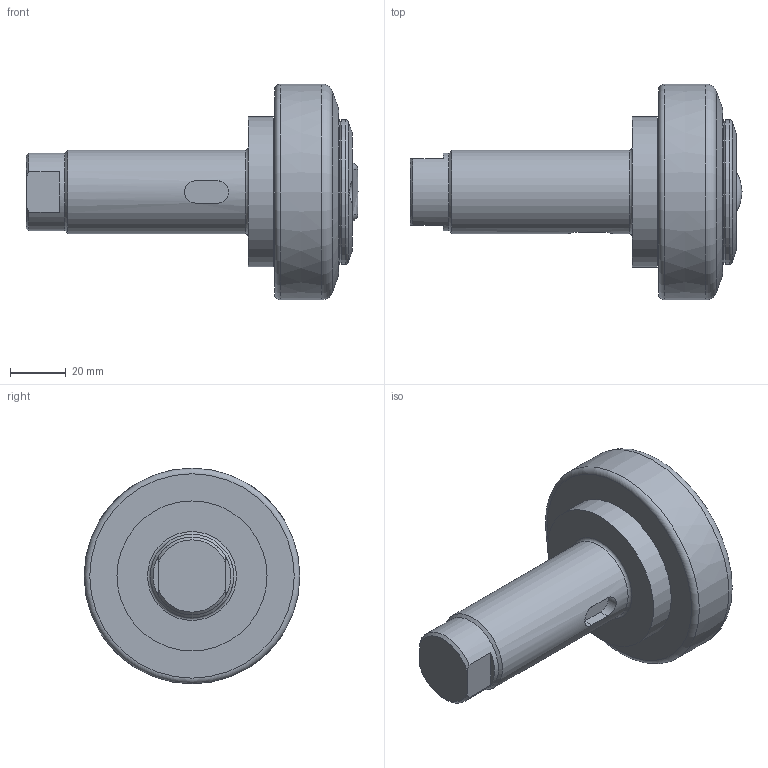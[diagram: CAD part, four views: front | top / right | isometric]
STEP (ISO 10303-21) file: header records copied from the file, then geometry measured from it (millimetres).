
FILE_DESCRIPTION(/* description */ ('-'),/* implementation_level */ '2;1');
FILE_NAME(/* name */ 'ALFATEC_TR080-1300.stp',/* time_stamp */ '2021-01-27T09:48:42+01:00',/* author */ ('kstaebler'),/* organization */ (''),/* preprocessor_version */ 'ST-DEVELOPER v18.1',/* originating_system */ 'Autodesk Inventor 2020',/* authorisation */ '');
FILE_SCHEMA (('AUTOMOTIVE_DESIGN { 1 0 10303 214 3 1 1 }'));
Length unit declared in the file: millimetre
Products named in the file (1): TR 080.1300_Kontur
Bounding box: 119.5 x 77.66 x 77.68 mm (x, y, z)
Volume: 190259 mm3; surface area: 26919.2 mm2
Topology: 1 solids, 1 shells, 105 faces, 293 edges, 201 vertices
Faces by surface type: plane 50, cylinder 33, cone 12, torus 8, bspline 2
Full cylindrical faces by diameter (mm): 3 x2, 3.242 x2, 4.5 x2, 6 x2, 8.6 x2, 28 x1, 30 x1, 46.2 x1, 52 x3, 54 x1
Entity records: 3638 total; most frequent: CARTESIAN_POINT 756, DIRECTION 623, ORIENTED_EDGE 586, EDGE_CURVE 293, AXIS2_PLACEMENT_3D 242, VERTEX_POINT 201, LINE 139, VECTOR 139
